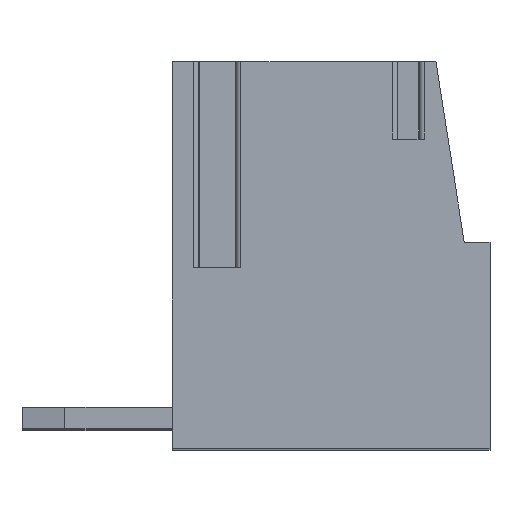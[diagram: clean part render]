
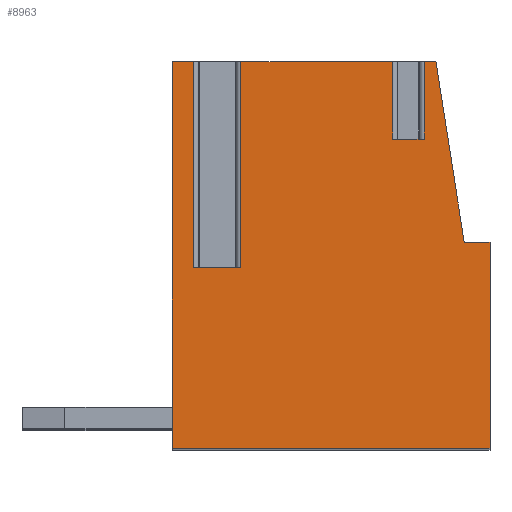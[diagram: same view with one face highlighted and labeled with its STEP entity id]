
A CAD part, top view. The second image highlights one B-rep face of the part: STEP entity #8963.
In plain terms, the highlighted planar face has unit normal (0, 0, 1).
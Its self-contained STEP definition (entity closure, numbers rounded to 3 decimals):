
#2867=DIRECTION('',(0.,1.,0.));
#2868=VECTOR('',#2867,1.8);
#2869=CARTESIAN_POINT('',(1.436,2.4,1.75));
#2870=LINE('',#2869,#2868);
#2871=DIRECTION('',(0.,1.,0.));
#2872=VECTOR('',#2871,1.8);
#2873=CARTESIAN_POINT('',(2.164,2.4,1.75));
#2874=LINE('',#2873,#2872);
#2875=DIRECTION('',(-1.,0.,0.));
#2876=VECTOR('',#2875,0.276);
#2877=CARTESIAN_POINT('',(2.44,4.2,1.75));
#2878=LINE('',#2877,#2876);
#2879=DIRECTION('',(-0.155,0.988,0.));
#2880=VECTOR('',#2879,4.252);
#2881=CARTESIAN_POINT('',(3.1,0.,1.75));
#2882=LINE('',#2881,#2880);
#2883=DIRECTION('',(-1.,0.,0.));
#2884=VECTOR('',#2883,0.6);
#2885=CARTESIAN_POINT('',(3.7,0.,1.75));
#2886=LINE('',#2885,#2884);
#2887=DIRECTION('',(0.,1.,0.));
#2888=VECTOR('',#2887,4.8);
#2889=CARTESIAN_POINT('',(3.7,-4.8,1.75));
#2890=LINE('',#2889,#2888);
#2891=DIRECTION('',(1.,0.,0.));
#2892=VECTOR('',#2891,7.4);
#2893=CARTESIAN_POINT('',(-3.7,-4.8,1.75));
#2894=LINE('',#2893,#2892);
#2895=DIRECTION('',(0.,-1.,0.));
#2896=VECTOR('',#2895,9.);
#2897=CARTESIAN_POINT('',(-3.7,4.2,1.75));
#2898=LINE('',#2897,#2896);
#2899=DIRECTION('',(-1.,0.,0.));
#2900=VECTOR('',#2899,0.504);
#2901=CARTESIAN_POINT('',(-3.196,4.2,1.75));
#2902=LINE('',#2901,#2900);
#2903=DIRECTION('',(0.,1.,0.));
#2904=VECTOR('',#2903,4.8);
#2905=CARTESIAN_POINT('',(-3.196,-0.6,1.75));
#2906=LINE('',#2905,#2904);
#2907=DIRECTION('',(-1.,0.,0.));
#2908=VECTOR('',#2907,1.093);
#2909=CARTESIAN_POINT('',(-2.104,-0.6,1.75));
#2910=LINE('',#2909,#2908);
#2911=DIRECTION('',(0.,1.,0.));
#2912=VECTOR('',#2911,4.8);
#2913=CARTESIAN_POINT('',(-2.104,-0.6,1.75));
#2914=LINE('',#2913,#2912);
#2915=DIRECTION('',(-1.,0.,0.));
#2916=VECTOR('',#2915,3.54);
#2917=CARTESIAN_POINT('',(1.436,4.2,1.75));
#2918=LINE('',#2917,#2916);
#2928=DIRECTION('',(1.,0.,0.));
#2929=VECTOR('',#2928,0.728);
#2930=CARTESIAN_POINT('',(1.436,2.4,1.75));
#2931=LINE('',#2930,#2929);
#3807=CARTESIAN_POINT('',(3.7,0.,1.75));
#3808=CARTESIAN_POINT('',(3.1,0.,1.75));
#3809=VERTEX_POINT('',#3807);
#3810=VERTEX_POINT('',#3808);
#3811=CARTESIAN_POINT('',(2.44,4.2,1.75));
#3812=VERTEX_POINT('',#3811);
#3813=CARTESIAN_POINT('',(-3.7,4.2,1.75));
#3814=CARTESIAN_POINT('',(-3.7,-4.8,1.75));
#3815=VERTEX_POINT('',#3813);
#3816=VERTEX_POINT('',#3814);
#3817=CARTESIAN_POINT('',(3.7,-4.8,1.75));
#3818=VERTEX_POINT('',#3817);
#3851=CARTESIAN_POINT('',(-2.104,-0.6,1.75));
#3852=CARTESIAN_POINT('',(-3.196,-0.6,1.75));
#3853=VERTEX_POINT('',#3851);
#3854=VERTEX_POINT('',#3852);
#3855=CARTESIAN_POINT('',(-3.196,4.2,1.75));
#3856=VERTEX_POINT('',#3855);
#3857=CARTESIAN_POINT('',(-2.104,4.2,1.75));
#3858=VERTEX_POINT('',#3857);
#3863=CARTESIAN_POINT('',(1.436,4.2,1.75));
#3864=VERTEX_POINT('',#3863);
#3866=CARTESIAN_POINT('',(2.164,4.2,1.75));
#3868=VERTEX_POINT('',#3866);
#3931=CARTESIAN_POINT('',(1.436,2.4,1.75));
#3932=VERTEX_POINT('',#3931);
#3934=CARTESIAN_POINT('',(2.164,2.4,1.75));
#3936=VERTEX_POINT('',#3934);
#8932=CARTESIAN_POINT('',(0.,0.,1.75));
#8933=DIRECTION('',(0.,0.,1.));
#8934=DIRECTION('',(1.,0.,0.));
#8935=AXIS2_PLACEMENT_3D('',#8932,#8933,#8934);
#8936=PLANE('',#8935);
#8938=ORIENTED_EDGE('',*,*,#8937,.F.);
#8940=ORIENTED_EDGE('',*,*,#8939,.T.);
#8942=ORIENTED_EDGE('',*,*,#8941,.T.);
#8943=ORIENTED_EDGE('',*,*,#5040,.F.);
#8945=ORIENTED_EDGE('',*,*,#8944,.F.);
#8947=ORIENTED_EDGE('',*,*,#8946,.F.);
#8949=ORIENTED_EDGE('',*,*,#8948,.F.);
#8951=ORIENTED_EDGE('',*,*,#8950,.F.);
#8952=ORIENTED_EDGE('',*,*,#7697,.F.);
#8953=ORIENTED_EDGE('',*,*,#5064,.F.);
#8955=ORIENTED_EDGE('',*,*,#8954,.F.);
#8957=ORIENTED_EDGE('',*,*,#8956,.F.);
#8959=ORIENTED_EDGE('',*,*,#8958,.T.);
#8960=ORIENTED_EDGE('',*,*,#5052,.F.);
#8961=EDGE_LOOP('',(#8938,#8940,#8942,#8943,#8945,#8947,#8949,#8951,#8952,#8953,
#8955,#8957,#8959,#8960));
#8962=FACE_OUTER_BOUND('',#8961,.F.);
#5040=EDGE_CURVE('',#3812,#3868,#2878,.T.);
#5052=EDGE_CURVE('',#3864,#3858,#2918,.T.);
#5064=EDGE_CURVE('',#3856,#3815,#2902,.T.);
#7697=EDGE_CURVE('',#3815,#3816,#2898,.T.);
#8937=EDGE_CURVE('',#3932,#3864,#2870,.T.);
#8939=EDGE_CURVE('',#3932,#3936,#2931,.T.);
#8941=EDGE_CURVE('',#3936,#3868,#2874,.T.);
#8944=EDGE_CURVE('',#3810,#3812,#2882,.T.);
#8946=EDGE_CURVE('',#3809,#3810,#2886,.T.);
#8948=EDGE_CURVE('',#3818,#3809,#2890,.T.);
#8950=EDGE_CURVE('',#3816,#3818,#2894,.T.);
#8954=EDGE_CURVE('',#3854,#3856,#2906,.T.);
#8956=EDGE_CURVE('',#3853,#3854,#2910,.T.);
#8958=EDGE_CURVE('',#3853,#3858,#2914,.T.);
#8963=ADVANCED_FACE('',(#8962),#8936,.T.);
